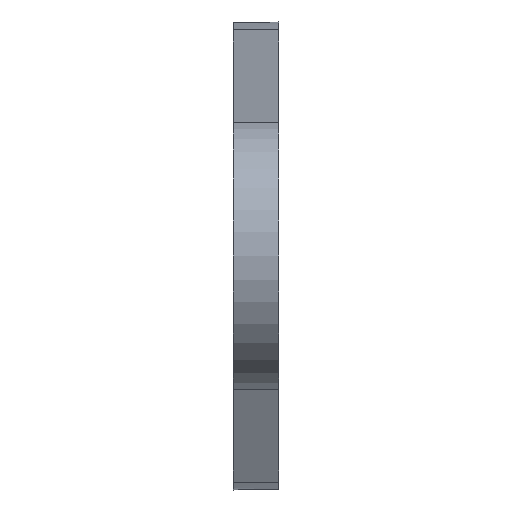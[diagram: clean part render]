
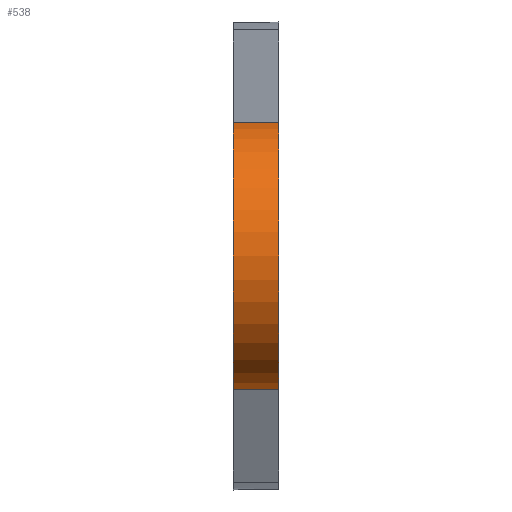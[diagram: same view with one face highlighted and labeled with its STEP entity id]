
A CAD part, left-side view. The second image highlights one B-rep face of the part: STEP entity #538.
In plain terms, the highlighted cylindrical face has radius 12 mm (diameter 24 mm), a partial arc.
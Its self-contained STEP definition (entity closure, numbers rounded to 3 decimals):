
#3 = DIRECTION ( 'NONE',  ( 0., 1., 0. ) ) ;
#9 = AXIS2_PLACEMENT_3D ( 'NONE', #71, #664, #552 ) ;
#18 = CARTESIAN_POINT ( 'NONE',  ( -2.083, 0., 11.818 ) ) ;
#25 = LINE ( 'NONE', #140, #312 ) ;
#59 = CARTESIAN_POINT ( 'NONE',  ( -2.083, 0., -11.818 ) ) ;
#65 = LINE ( 'NONE', #181, #503 ) ;
#71 = CARTESIAN_POINT ( 'NONE',  ( 0., 4., 0. ) ) ;
#140 = CARTESIAN_POINT ( 'NONE',  ( -2.083, 4., -11.818 ) ) ;
#155 = ORIENTED_EDGE ( 'NONE', *, *, #250, .F. ) ;
#165 = EDGE_CURVE ( 'NONE', #433, #323, #65, .T. ) ;
#181 = CARTESIAN_POINT ( 'NONE',  ( -2.083, 4., 11.818 ) ) ;
#198 = DIRECTION ( 'NONE',  ( 0., 0., -1. ) ) ;
#228 = CARTESIAN_POINT ( 'NONE',  ( -2.083, 4., 11.818 ) ) ;
#250 = EDGE_CURVE ( 'NONE', #292, #433, #609, .T. ) ;
#253 = DIRECTION ( 'NONE',  ( 0., -1., 0. ) ) ;
#257 = ORIENTED_EDGE ( 'NONE', *, *, #509, .T. ) ;
#292 = VERTEX_POINT ( 'NONE', #610 ) ;
#295 = CARTESIAN_POINT ( 'NONE',  ( 0., 0., 0. ) ) ;
#298 = DIRECTION ( 'NONE',  ( 0., -1., 0. ) ) ;
#312 = VECTOR ( 'NONE', #253, 1000. ) ;
#323 = VERTEX_POINT ( 'NONE', #18 ) ;
#333 = ORIENTED_EDGE ( 'NONE', *, *, #165, .F. ) ;
#360 = DIRECTION ( 'NONE',  ( 0., 0., -1. ) ) ;
#372 = AXIS2_PLACEMENT_3D ( 'NONE', #497, #671, #198 ) ;
#390 = ORIENTED_EDGE ( 'NONE', *, *, #625, .T. ) ;
#395 = EDGE_LOOP ( 'NONE', ( #257, #333, #155, #390 ) ) ;
#433 = VERTEX_POINT ( 'NONE', #228 ) ;
#497 = CARTESIAN_POINT ( 'NONE',  ( 0., 4., 0. ) ) ;
#503 = VECTOR ( 'NONE', #298, 1000. ) ;
#504 = VERTEX_POINT ( 'NONE', #59 ) ;
#509 = EDGE_CURVE ( 'NONE', #504, #323, #695, .T. ) ;
#538 = ADVANCED_FACE ( 'NONE', ( #737 ), #611, .T. ) ;
#542 = AXIS2_PLACEMENT_3D ( 'NONE', #295, #3, #360 ) ;
#552 = DIRECTION ( 'NONE',  ( 0., 0., -1. ) ) ;
#609 = CIRCLE ( 'NONE', #9, 12. ) ;
#610 = CARTESIAN_POINT ( 'NONE',  ( -2.083, 4., -11.818 ) ) ;
#611 = CYLINDRICAL_SURFACE ( 'NONE', #372, 12. ) ;
#625 = EDGE_CURVE ( 'NONE', #292, #504, #25, .T. ) ;
#664 = DIRECTION ( 'NONE',  ( 0., 1., 0. ) ) ;
#671 = DIRECTION ( 'NONE',  ( 0., -1., 0. ) ) ;
#695 = CIRCLE ( 'NONE', #542, 12. ) ;
#737 = FACE_OUTER_BOUND ( 'NONE', #395, .T. ) ;
